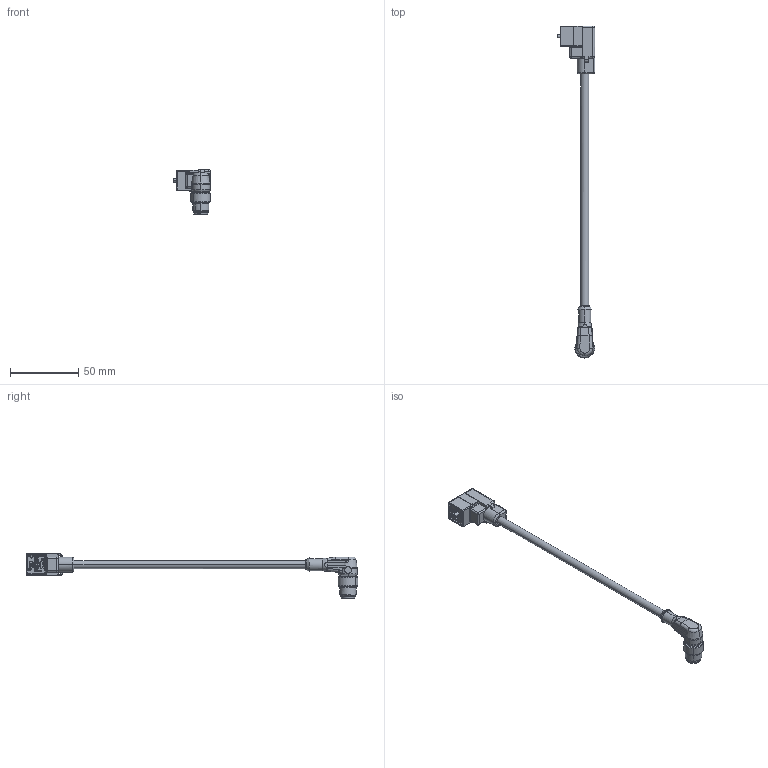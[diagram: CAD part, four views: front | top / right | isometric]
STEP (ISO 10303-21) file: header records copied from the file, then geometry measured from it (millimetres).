
FILE_DESCRIPTION(('CATIA V5 STEP Exchange','CAx-IF Rec.Pracs.--- Model Styling and Organization---1.4--- 2014-01-23'),'2;1');
FILE_NAME ('024016-3_0_1857730150_1857730150.stp','2020-08-19T09:45:14+00:00',('none'),('Weidmueller'),'CATIA Version 5-6 Release 2016 SP3 HF44','CATIA V5 STEP AP214','none');
FILE_SCHEMA(('AUTOMOTIVE_DESIGN { 1 0 10303 214 1 1 1 1 }'));
Length unit declared in the file: millimetre
Products named in the file (1): 1857730150
Bounding box: 27.5 x 243.4 x 32.7 mm (x, y, z)
Volume: 18864.2 mm3; surface area: 11112.9 mm2
Topology: 26 solids, 26 shells, 995 faces, 2652 edges, 1731 vertices
Faces by surface type: cylinder 389, plane 385, torus 81, extrusion 56, cone 54, bspline 28, sphere 2
Entity records: 32029 total; most frequent: CARTESIAN_POINT 9660, ORIENTED_EDGE 5288, DIRECTION 3434, EDGE_CURVE 2630, VERTEX_POINT 1709, AXIS2_PLACEMENT_3D 1500, VECTOR 1240, LINE 1184
